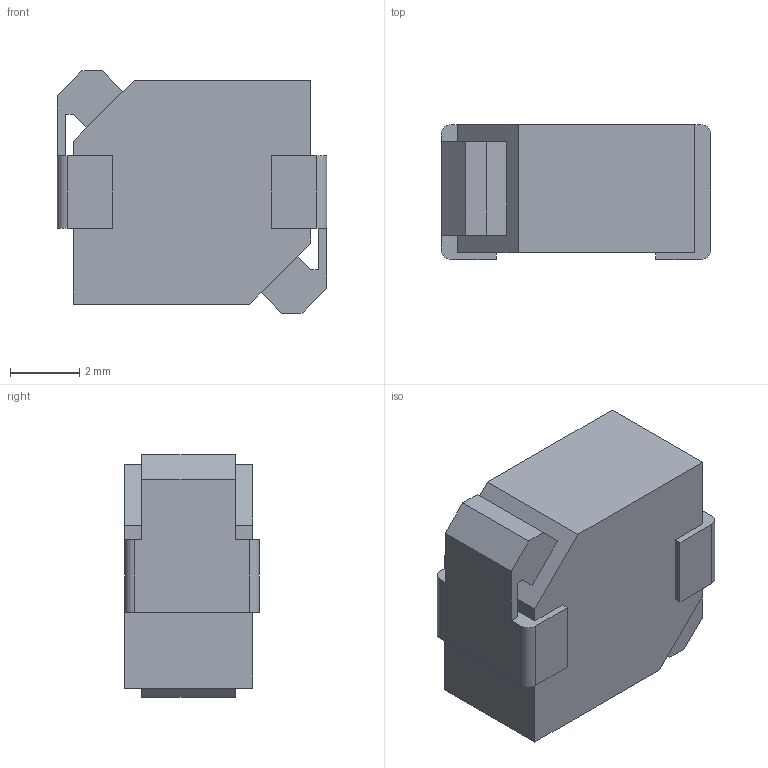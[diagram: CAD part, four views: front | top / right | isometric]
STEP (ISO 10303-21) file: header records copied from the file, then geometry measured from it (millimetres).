
FILE_DESCRIPTION((''),'2;1');
FILE_NAME('PM7232S','2012-08-14T',('ryans'),('Bourns, Inc.'),'PRO/ENGINEER BY PARAMETRIC TECHNOLOGY CORPORATION, 2010100','PRO/ENGINEER BY PARAMETRIC TECHNOLOGY CORPORATION, 2010100','');
FILE_SCHEMA(('CONFIG_CONTROL_DESIGN'));
Length unit declared in the file: millimetre
Products named in the file (1): PM7232S
Bounding box: 7.8 x 3.9 x 7 mm (x, y, z)
Volume: 173 mm3; surface area: 226.7 mm2
Topology: 1 solids, 1 shells, 41 faces, 120 edges, 80 vertices
Faces by surface type: plane 37, cylinder 4
Entity records: 1384 total; most frequent: CARTESIAN_POINT 241, ORIENTED_EDGE 240, DIRECTION 210, EDGE_CURVE 120, VECTOR 112, LINE 112, VERTEX_POINT 80, AXIS2_PLACEMENT_3D 49
